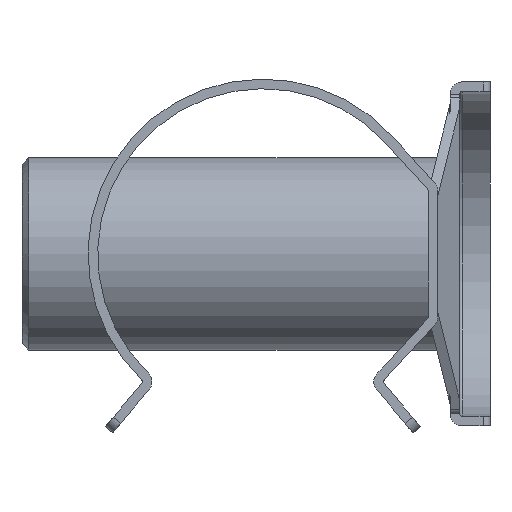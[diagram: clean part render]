
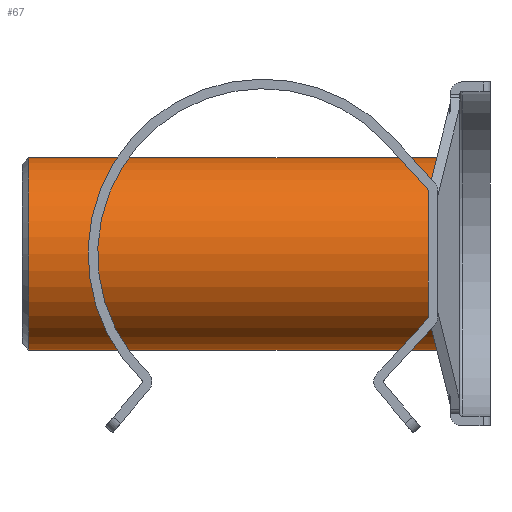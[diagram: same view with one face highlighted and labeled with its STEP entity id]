
A CAD part, front view. The second image highlights one B-rep face of the part: STEP entity #67.
In plain terms, the highlighted cylindrical face has radius 7 mm (diameter 14 mm), a full revolution.
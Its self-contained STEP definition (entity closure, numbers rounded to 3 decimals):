
#67 = ADVANCED_FACE ( 'NONE', ( #1552, #2036 ), #1374, .T. ) ;
#262 = EDGE_LOOP ( 'NONE', ( #1045 ) ) ;
#404 = DIRECTION ( 'NONE',  ( -1., 0., 0. ) ) ;
#433 = ORIENTED_EDGE ( 'NONE', *, *, #692, .F. ) ;
#514 = EDGE_LOOP ( 'NONE', ( #433 ) ) ;
#549 = DIRECTION ( 'NONE',  ( 0., 0., 1. ) ) ;
#637 = CARTESIAN_POINT ( 'NONE',  ( 13.6, 0., 0. ) ) ;
#671 = CIRCLE ( 'NONE', #1112, 7. ) ;
#677 = CARTESIAN_POINT ( 'NONE',  ( -17., 0., 0. ) ) ;
#692 = EDGE_CURVE ( 'NONE', #1950, #1950, #1279, .T. ) ;
#936 = DIRECTION ( 'NONE',  ( 1., 0., 0. ) ) ;
#943 = AXIS2_PLACEMENT_3D ( 'NONE', #677, #1642, #1678 ) ;
#1045 = ORIENTED_EDGE ( 'NONE', *, *, #2075, .F. ) ;
#1099 = AXIS2_PLACEMENT_3D ( 'NONE', #1405, #404, #549 ) ;
#1112 = AXIS2_PLACEMENT_3D ( 'NONE', #637, #936, #1456 ) ;
#1116 = VERTEX_POINT ( 'NONE', #1788 ) ;
#1279 = CIRCLE ( 'NONE', #943, 7. ) ;
#1374 = CYLINDRICAL_SURFACE ( 'NONE', #1099, 7. ) ;
#1405 = CARTESIAN_POINT ( 'NONE',  ( -17.5, 0., 0. ) ) ;
#1456 = DIRECTION ( 'NONE',  ( 0., 1., 0. ) ) ;
#1552 = FACE_OUTER_BOUND ( 'NONE', #514, .T. ) ;
#1642 = DIRECTION ( 'NONE',  ( -1., 0., 0. ) ) ;
#1678 = DIRECTION ( 'NONE',  ( 0., 0., 1. ) ) ;
#1788 = CARTESIAN_POINT ( 'NONE',  ( 13.6, 7., 0. ) ) ;
#1950 = VERTEX_POINT ( 'NONE', #2109 ) ;
#2036 = FACE_OUTER_BOUND ( 'NONE', #262, .T. ) ;
#2075 = EDGE_CURVE ( 'NONE', #1116, #1116, #671, .T. ) ;
#2109 = CARTESIAN_POINT ( 'NONE',  ( -17., 0., 7. ) ) ;
